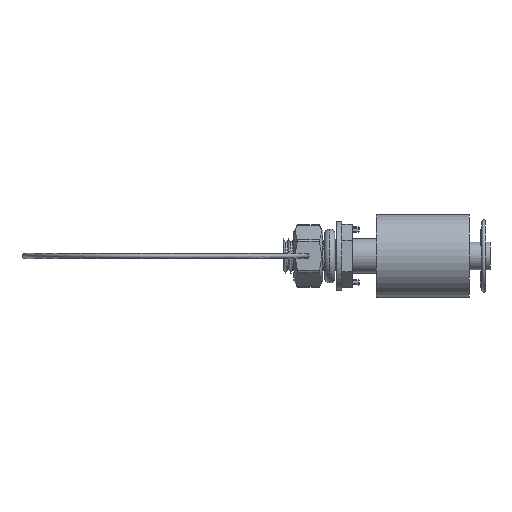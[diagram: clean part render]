
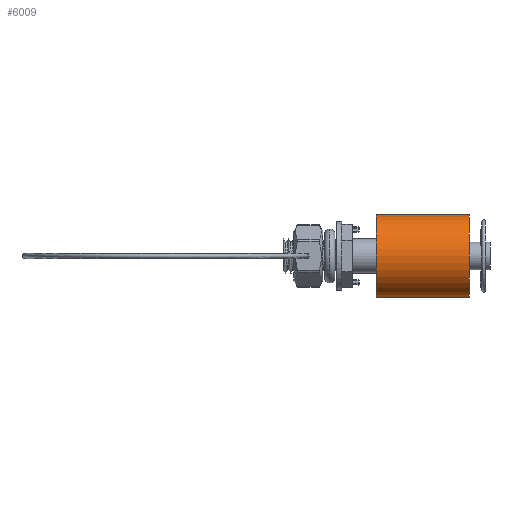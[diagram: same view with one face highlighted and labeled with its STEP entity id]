
A CAD part, left-side view. The second image highlights one B-rep face of the part: STEP entity #6009.
In plain terms, the highlighted cylindrical face has radius 12 mm (diameter 24 mm), a partial arc.
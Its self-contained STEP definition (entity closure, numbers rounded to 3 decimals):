
#297 = EDGE_CURVE ( 'NONE', #3086, #2443, #1060, .T. ) ;
#1060 = LINE ( 'NONE', #1893, #7158 ) ;
#1353 = FACE_OUTER_BOUND ( 'NONE', #2123, .T. ) ;
#1386 = EDGE_CURVE ( 'NONE', #2443, #5333, #1479, .T. ) ;
#1479 = CIRCLE ( 'NONE', #3224, 12. ) ;
#1779 = LINE ( 'NONE', #5524, #4969 ) ;
#1857 = DIRECTION ( 'NONE',  ( 0., 0., -1. ) ) ;
#1893 = CARTESIAN_POINT ( 'NONE',  ( 0., 27., -12. ) ) ;
#1982 = DIRECTION ( 'NONE',  ( 0., -1., 0. ) ) ;
#2123 = EDGE_LOOP ( 'NONE', ( #6382, #6332, #3456, #5545 ) ) ;
#2443 = VERTEX_POINT ( 'NONE', #6396 ) ;
#2886 = AXIS2_PLACEMENT_3D ( 'NONE', #6004, #6660, #8011 ) ;
#3015 = CIRCLE ( 'NONE', #2886, 12. ) ;
#3086 = VERTEX_POINT ( 'NONE', #7466 ) ;
#3187 = DIRECTION ( 'NONE',  ( 0., 1., 0. ) ) ;
#3224 = AXIS2_PLACEMENT_3D ( 'NONE', #3933, #3187, #3814 ) ;
#3230 = CARTESIAN_POINT ( 'NONE',  ( 0., 27., 0. ) ) ;
#3240 = CARTESIAN_POINT ( 'NONE',  ( 0., 0., 12. ) ) ;
#3456 = ORIENTED_EDGE ( 'NONE', *, *, #297, .T. ) ;
#3814 = DIRECTION ( 'NONE',  ( 0., 0., 1. ) ) ;
#3933 = CARTESIAN_POINT ( 'NONE',  ( 0., 0., 0. ) ) ;
#4923 = CARTESIAN_POINT ( 'NONE',  ( 0., 27., 12. ) ) ;
#4969 = VECTOR ( 'NONE', #6867, 1000. ) ;
#5266 = CYLINDRICAL_SURFACE ( 'NONE', #5997, 12. ) ;
#5333 = VERTEX_POINT ( 'NONE', #3240 ) ;
#5524 = CARTESIAN_POINT ( 'NONE',  ( 0., 27., 12. ) ) ;
#5545 = ORIENTED_EDGE ( 'NONE', *, *, #1386, .T. ) ;
#5581 = VERTEX_POINT ( 'NONE', #4923 ) ;
#5712 = EDGE_CURVE ( 'NONE', #5581, #5333, #1779, .T. ) ;
#5997 = AXIS2_PLACEMENT_3D ( 'NONE', #3230, #8458, #1857 ) ;
#6004 = CARTESIAN_POINT ( 'NONE',  ( 0., 27., 0. ) ) ;
#6009 = ADVANCED_FACE ( 'NONE', ( #1353 ), #5266, .T. ) ;
#6332 = ORIENTED_EDGE ( 'NONE', *, *, #7183, .F. ) ;
#6382 = ORIENTED_EDGE ( 'NONE', *, *, #5712, .F. ) ;
#6396 = CARTESIAN_POINT ( 'NONE',  ( 0., 0., -12. ) ) ;
#6660 = DIRECTION ( 'NONE',  ( 0., 1., 0. ) ) ;
#6867 = DIRECTION ( 'NONE',  ( 0., -1., 0. ) ) ;
#7158 = VECTOR ( 'NONE', #1982, 1000. ) ;
#7183 = EDGE_CURVE ( 'NONE', #3086, #5581, #3015, .T. ) ;
#7466 = CARTESIAN_POINT ( 'NONE',  ( 0., 27., -12. ) ) ;
#8011 = DIRECTION ( 'NONE',  ( 0., 0., 1. ) ) ;
#8458 = DIRECTION ( 'NONE',  ( 0., -1., 0. ) ) ;
